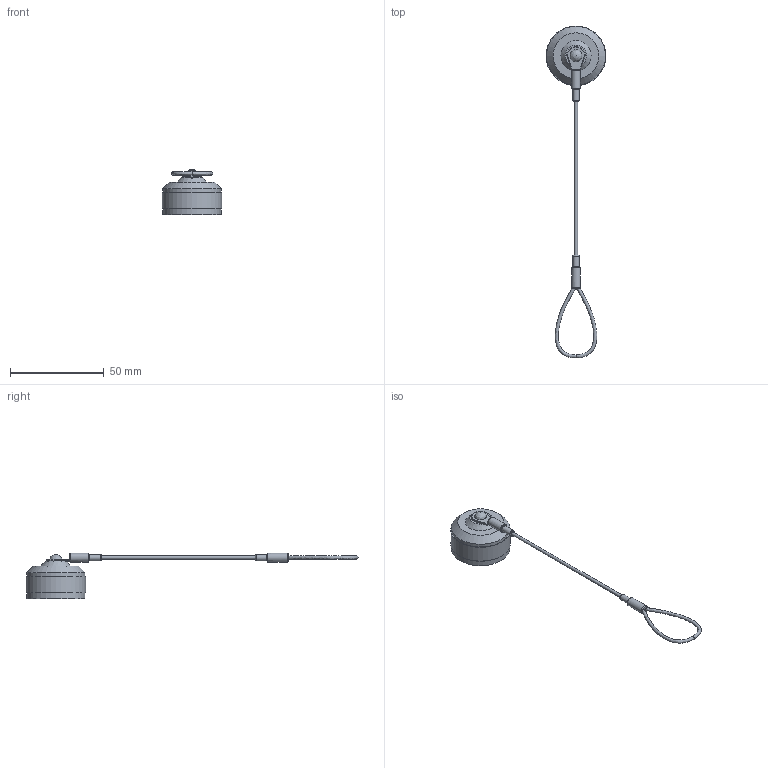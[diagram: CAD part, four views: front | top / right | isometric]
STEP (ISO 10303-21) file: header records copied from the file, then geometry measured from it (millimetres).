
FILE_DESCRIPTION (( 'STEP AP214' ), '1' );
FILE_NAME ('ECRU5201U00.STEP', '2018-01-15T19:59:43', ( '' ), ( '' ), 'SwSTEP 2.0', 'SolidWorks 2014', '' );
FILE_SCHEMA (( 'AUTOMOTIVE_DESIGN' ));
Length unit declared in the file: inch
Products named in the file (3): ECRU5201U00; 3AB10-038; 3AB10-041-MA1
Assembly tree (2 placements, depth 2):
  ECRU5201U00
    3AB10-038
    3AB10-041-MA1
Bounding box: 31.75 x 176.85 x 24.31 mm (x, y, z)
Volume: 8717.4 mm3; surface area: 6170.6 mm2
Topology: 3 solids, 3 shells, 63 faces, 135 edges, 85 vertices
Faces by surface type: plane 21, cylinder 18, torus 12, bspline 8, cone 4
Full cylindrical faces by diameter (mm): 1.702 x1, 3.302 x2, 3.428 x1, 3.429 x2, 4.699 x2, 27.305 x1, 31.064 x2, 31.75 x1
Entity records: 3575 total; most frequent: CARTESIAN_POINT 1946, DIRECTION 243, ORIENTED_EDGE 202, AXIS2_PLACEMENT_3D 113, EDGE_CURVE 101, EDGE_LOOP 99, FACE_OUTER_BOUND 83, VERTEX_POINT 76
